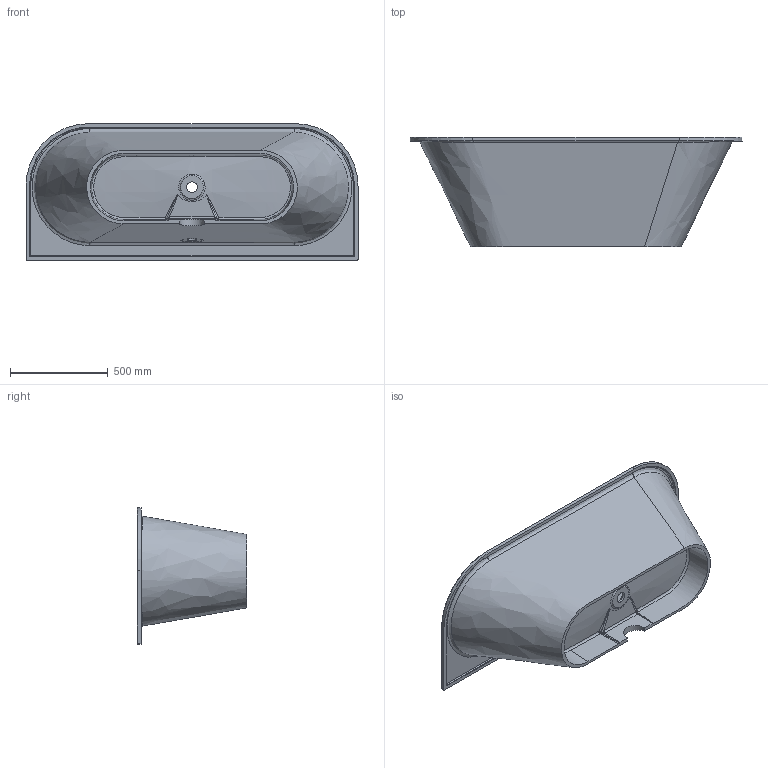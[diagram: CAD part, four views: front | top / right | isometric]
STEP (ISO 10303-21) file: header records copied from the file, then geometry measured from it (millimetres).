
FILE_DESCRIPTION (( 'STEP AP214' ), '1' );
FILE_NAME ('Slim.STEP', '2021-03-26T08:43:30', ( '' ), ( '' ), 'SwSTEP 2.0', 'SolidWorks 2020', '' );
FILE_SCHEMA (( 'AUTOMOTIVE_DESIGN' ));
Length unit declared in the file: millimetre
Products named in the file (1): Slim
Bounding box: 1700.1 x 562 x 700.1 mm (x, y, z)
Volume: 49584755.3 mm3; surface area: 5063147.3 mm2
Topology: 1 solids, 1 shells, 99 faces, 252 edges, 156 vertices
Faces by surface type: bspline 41, cylinder 22, plane 20, cone 6, torus 6, sphere 4
Entity records: 16372 total; most frequent: CARTESIAN_POINT 14321, ORIENTED_EDGE 496, DIRECTION 310, EDGE_CURVE 248, VERTEX_POINT 156, AXIS2_PLACEMENT_3D 125, B_SPLINE_CURVE_WITH_KNOTS 109, EDGE_LOOP 108
